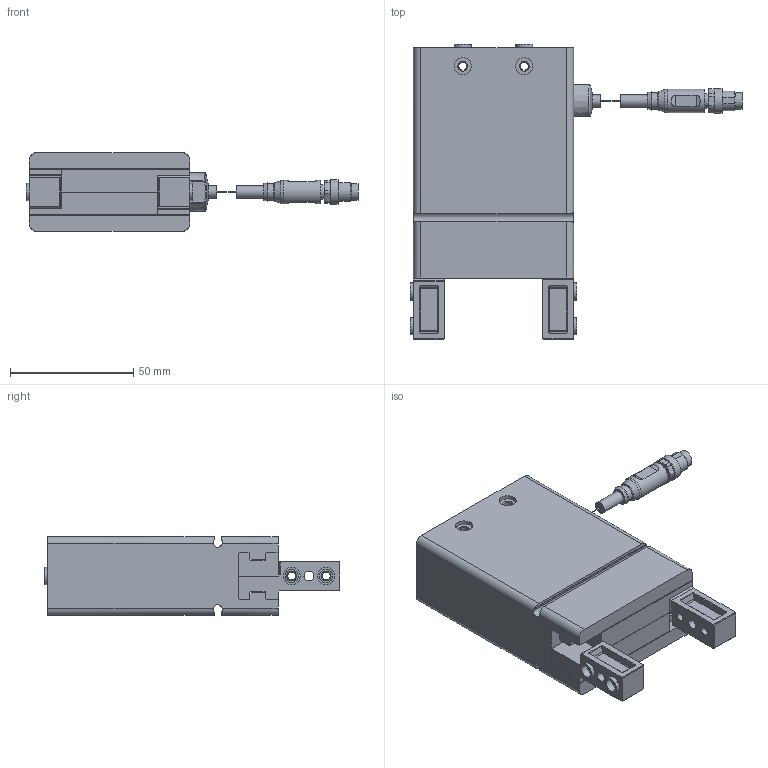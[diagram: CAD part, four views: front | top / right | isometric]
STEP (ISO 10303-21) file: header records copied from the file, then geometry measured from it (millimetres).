
FILE_DESCRIPTION( ( 'STEP AP214' ), '1' );
FILE_NAME( 'GEP2013IO-00-A(01).stp', '2020-05-14T14:48:03', ( 'License CC BY-ND 4.0' ), ( 'CADENAS' ), ' ', 'PARTsolutions', ' ' );
FILE_SCHEMA( ( 'AUTOMOTIVE_DESIGN { 1 0 10303 214 1 1 1 1 }' ) );
Length unit declared in the file: millimetre
Products named in the file (5): GEP2013IO-00-A(01); _GEP2013IO-00-A1_ZYL; _CSTE00845_Stecker; _CTYP00090_Etikett; _GEP2013IO-00-A_bac 1
Assembly tree (5 placements, depth 2):
  GEP2013IO-00-A(01)
    _GEP2013IO-00-A1_ZYL
    _CSTE00845_Stecker
    _CTYP00090_Etikett
    _GEP2013IO-00-A_bac 1  x2
Bounding box: 134.8 x 119.9 x 32 mm (x, y, z)
Volume: 196267 mm3; surface area: 40244.7 mm2
Topology: 5 solids, 7 shells, 591 faces, 1460 edges, 927 vertices
Faces by surface type: plane 399, cylinder 109, cone 49, bspline 21, torus 8, sphere 5
Full cylindrical faces by diameter (mm): 0.4 x1, 1 x4, 1.5 x2, 3.242 x10, 4 x2, 5 x2, 5.1 x1, 5.2 x1, 5.3 x6, 5.8 x2, 6.2 x1, 6.7 x1, 6.8 x1, 7 x12, 9.5 x1, 10 x1
Entity records: 18630 total; most frequent: CARTESIAN_POINT 2938, DIRECTION 2339, ORIENTED_EDGE 2316, EDGE_CURVE 1158, LINE 829, VECTOR 829, VERTEX_POINT 786, AXIS2_PLACEMENT_3D 755
